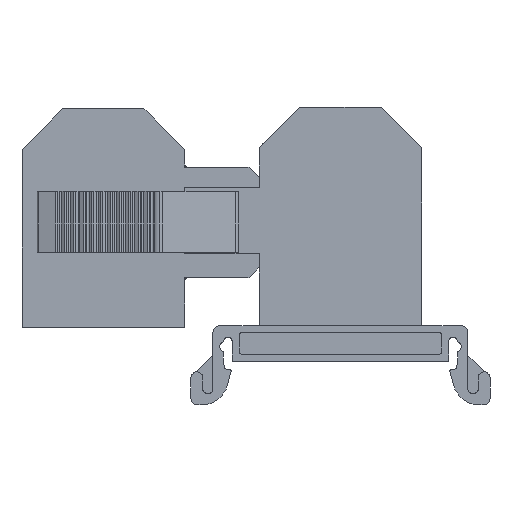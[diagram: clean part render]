
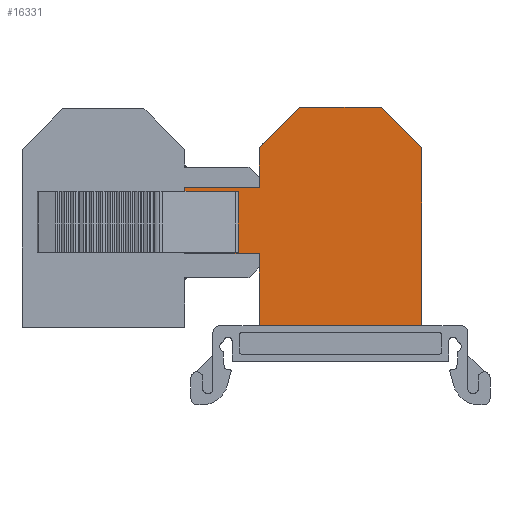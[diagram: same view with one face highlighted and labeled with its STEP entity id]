
A CAD part, front view. The second image highlights one B-rep face of the part: STEP entity #16331.
In plain terms, the highlighted planar face has unit normal (0, -1, 0).
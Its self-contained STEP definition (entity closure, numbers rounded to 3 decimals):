
#348=CIRCLE('',#16680,1.4);
#603=CIRCLE('',#17302,0.3);
#604=CIRCLE('',#17303,0.3);
#3183=ORIENTED_EDGE('',*,*,#5730,.F.);
#3184=ORIENTED_EDGE('',*,*,#5693,.F.);
#3185=ORIENTED_EDGE('',*,*,#5700,.F.);
#3186=ORIENTED_EDGE('',*,*,#5710,.F.);
#3187=ORIENTED_EDGE('',*,*,#5716,.F.);
#3188=ORIENTED_EDGE('',*,*,#4412,.F.);
#3189=ORIENTED_EDGE('',*,*,#5333,.F.);
#3190=ORIENTED_EDGE('',*,*,#4656,.F.);
#3191=ORIENTED_EDGE('',*,*,#5731,.F.);
#3192=ORIENTED_EDGE('',*,*,#5118,.F.);
#3193=ORIENTED_EDGE('',*,*,#5691,.F.);
#3194=ORIENTED_EDGE('',*,*,#5729,.F.);
#3195=ORIENTED_EDGE('',*,*,#5732,.F.);
#3196=ORIENTED_EDGE('',*,*,#5733,.F.);
#3197=ORIENTED_EDGE('',*,*,#5349,.F.);
#3198=ORIENTED_EDGE('',*,*,#5347,.T.);
#3199=ORIENTED_EDGE('',*,*,#5345,.T.);
#3200=ORIENTED_EDGE('',*,*,#5344,.F.);
#3201=ORIENTED_EDGE('',*,*,#5341,.F.);
#3202=ORIENTED_EDGE('',*,*,#5339,.T.);
#3203=ORIENTED_EDGE('',*,*,#5337,.T.);
#3204=ORIENTED_EDGE('',*,*,#5334,.T.);
#4412=EDGE_CURVE('',#6189,#6190,#7366,.T.);
#4656=EDGE_CURVE('',#6405,#6406,#348,.T.);
#5118=EDGE_CURVE('',#6749,#6750,#7837,.T.);
#5333=EDGE_CURVE('',#6406,#6189,#8006,.T.);
#5334=EDGE_CURVE('',#6863,#6864,#8007,.T.);
#5337=EDGE_CURVE('',#6865,#6863,#8010,.T.);
#5339=EDGE_CURVE('',#6866,#6865,#8012,.T.);
#5341=EDGE_CURVE('',#6866,#6867,#8014,.T.);
#5344=EDGE_CURVE('',#6867,#6868,#8017,.T.);
#5345=EDGE_CURVE('',#6869,#6868,#8018,.T.);
#5347=EDGE_CURVE('',#6870,#6869,#8020,.T.);
#5349=EDGE_CURVE('',#6870,#6864,#8022,.T.);
#5691=EDGE_CURVE('',#7046,#6749,#8279,.T.);
#5693=EDGE_CURVE('',#7047,#7048,#8281,.T.);
#5700=EDGE_CURVE('',#7053,#7047,#8288,.T.);
#5710=EDGE_CURVE('',#7057,#7053,#8298,.T.);
#5716=EDGE_CURVE('',#6190,#7057,#8303,.T.);
#5729=EDGE_CURVE('',#7067,#7046,#8316,.T.);
#5730=EDGE_CURVE('',#7048,#7068,#603,.T.);
#5731=EDGE_CURVE('',#6750,#6405,#8317,.T.);
#5732=EDGE_CURVE('',#7069,#7067,#604,.T.);
#5733=EDGE_CURVE('',#7068,#7069,#8318,.T.);
#6189=VERTEX_POINT('',#21289);
#6190=VERTEX_POINT('',#21291);
#6405=VERTEX_POINT('',#21801);
#6406=VERTEX_POINT('',#21803);
#6749=VERTEX_POINT('',#22827);
#6750=VERTEX_POINT('',#22829);
#6863=VERTEX_POINT('',#23228);
#6864=VERTEX_POINT('',#23229);
#6865=VERTEX_POINT('',#23234);
#6866=VERTEX_POINT('',#23238);
#6867=VERTEX_POINT('',#23242);
#6868=VERTEX_POINT('',#23246);
#6869=VERTEX_POINT('',#23250);
#6870=VERTEX_POINT('',#23254);
#7046=VERTEX_POINT('',#23936);
#7047=VERTEX_POINT('',#23941);
#7048=VERTEX_POINT('',#23942);
#7053=VERTEX_POINT('',#23955);
#7057=VERTEX_POINT('',#23974);
#7067=VERTEX_POINT('',#24005);
#7068=VERTEX_POINT('',#24009);
#7069=VERTEX_POINT('',#24012);
#7366=LINE('',#21290,#8698);
#7837=LINE('',#22828,#9169);
#8006=LINE('',#23225,#9338);
#8007=LINE('',#23227,#9339);
#8010=LINE('',#23233,#9342);
#8012=LINE('',#23237,#9344);
#8014=LINE('',#23241,#9346);
#8017=LINE('',#23247,#9349);
#8018=LINE('',#23249,#9350);
#8020=LINE('',#23253,#9352);
#8022=LINE('',#23257,#9354);
#8279=LINE('',#23937,#9611);
#8281=LINE('',#23940,#9613);
#8288=LINE('',#23954,#9620);
#8298=LINE('',#23973,#9630);
#8303=LINE('',#23984,#9635);
#8316=LINE('',#24006,#9648);
#8317=LINE('',#24010,#9649);
#8318=LINE('',#24013,#9650);
#8698=VECTOR('',#17787,1000.);
#9169=VECTOR('',#19028,1000.);
#9338=VECTOR('',#19403,1000.);
#9339=VECTOR('',#19406,1000.);
#9342=VECTOR('',#19411,1000.);
#9344=VECTOR('',#19415,1000.);
#9346=VECTOR('',#19419,1000.);
#9349=VECTOR('',#19424,1000.);
#9350=VECTOR('',#19427,1000.);
#9352=VECTOR('',#19431,1000.);
#9354=VECTOR('',#19435,1000.);
#9611=VECTOR('',#20154,1000.);
#9613=VECTOR('',#20158,1000.);
#9620=VECTOR('',#20167,1000.);
#9630=VECTOR('',#20187,1000.);
#9635=VECTOR('',#20196,1000.);
#9648=VECTOR('',#20213,1000.);
#9649=VECTOR('',#20218,1000.);
#9650=VECTOR('',#20221,1000.);
#10357=EDGE_LOOP('',(#3183,#3184,#3185,#3186,#3187,#3188,#3189,#3190,#3191,
#3192,#3193,#3194,#3195,#3196));
#10358=EDGE_LOOP('',(#3197,#3198,#3199,#3200,#3201,#3202,#3203,#3204));
#11004=FACE_BOUND('',#10357,.T.);
#11005=FACE_BOUND('',#10358,.T.);
#11478=PLANE('',#17301);
#16331=ADVANCED_FACE('',(#11004,#11005),#11478,.F.);
#16680=AXIS2_PLACEMENT_3D('',#21802,#18183,#18184);
#17301=AXIS2_PLACEMENT_3D('',#24007,#20214,#20215);
#17302=AXIS2_PLACEMENT_3D('',#24008,#20216,#20217);
#17303=AXIS2_PLACEMENT_3D('',#24011,#20219,#20220);
#17787=DIRECTION('',(0.,0.,1.));
#18183=DIRECTION('',(0.,1.,0.));
#18184=DIRECTION('',(1.,0.,0.));
#19028=DIRECTION('',(0.,0.,1.));
#19403=DIRECTION('',(1.,0.,0.));
#19406=DIRECTION('',(0.,0.,-1.));
#19411=DIRECTION('',(1.,0.,0.));
#19415=DIRECTION('',(0.,0.,1.));
#19419=DIRECTION('',(-1.,0.,0.));
#19424=DIRECTION('',(0.,0.,-1.));
#19427=DIRECTION('',(-1.,0.,0.));
#19431=DIRECTION('',(0.,0.,1.));
#19435=DIRECTION('',(1.,0.,0.));
#20154=DIRECTION('',(-1.,0.,0.));
#20158=DIRECTION('',(0.,0.,-1.));
#20167=DIRECTION('',(0.707,0.,-0.707));
#20187=DIRECTION('',(1.,0.,0.));
#20196=DIRECTION('',(0.707,0.,0.707));
#20213=DIRECTION('',(0.,0.,1.));
#20214=DIRECTION('',(0.,1.,0.));
#20215=DIRECTION('',(0.,0.,1.));
#20216=DIRECTION('',(0.,1.,0.));
#20217=DIRECTION('',(1.,0.,0.));
#20218=DIRECTION('',(1.,0.,0.));
#20219=DIRECTION('',(0.,1.,0.));
#20220=DIRECTION('',(1.,0.,0.));
#20221=DIRECTION('',(-1.,0.,0.));
#21289=CARTESIAN_POINT('',(-6.143,-17.763,3.472));
#21290=CARTESIAN_POINT('',(-6.143,-17.763,3.472));
#21291=CARTESIAN_POINT('',(-6.143,-17.763,9.322));
#21801=CARTESIAN_POINT('',(-15.91,-17.763,3.462));
#21802=CARTESIAN_POINT('',(-15.743,-17.763,2.072));
#21803=CARTESIAN_POINT('',(-15.743,-17.763,3.472));
#22827=CARTESIAN_POINT('',(-17.143,-17.763,-6.328));
#22828=CARTESIAN_POINT('',(-17.143,-17.763,2.072));
#22829=CARTESIAN_POINT('',(-17.143,-17.763,3.462));
#23225=CARTESIAN_POINT('',(-15.743,-17.763,3.472));
#23227=CARTESIAN_POINT('',(-10.299,-17.763,-16.638));
#23228=CARTESIAN_POINT('',(-10.299,-17.763,2.862));
#23229=CARTESIAN_POINT('',(-10.299,-17.763,-6.138));
#23233=CARTESIAN_POINT('',(17.557,-17.763,2.862));
#23234=CARTESIAN_POINT('',(-12.12,-17.763,2.862));
#23237=CARTESIAN_POINT('',(-12.12,-17.763,-16.638));
#23238=CARTESIAN_POINT('',(-12.12,-17.763,2.072));
#23241=CARTESIAN_POINT('',(-12.116,-17.763,2.072));
#23242=CARTESIAN_POINT('',(-14.893,-17.763,2.072));
#23246=CARTESIAN_POINT('',(-14.893,-17.763,-4.928));
#23247=CARTESIAN_POINT('',(-14.893,-17.763,2.072));
#23249=CARTESIAN_POINT('',(-12.116,-17.763,-4.928));
#23250=CARTESIAN_POINT('',(-12.12,-17.763,-4.928));
#23253=CARTESIAN_POINT('',(-12.12,-17.763,-16.638));
#23254=CARTESIAN_POINT('',(-12.12,-17.763,-6.138));
#23257=CARTESIAN_POINT('',(17.557,-17.763,-6.138));
#23936=CARTESIAN_POINT('',(-6.143,-17.763,-6.328));
#23937=CARTESIAN_POINT('',(-6.143,-17.763,-6.328));
#23940=CARTESIAN_POINT('',(17.857,-17.763,9.322));
#23941=CARTESIAN_POINT('',(17.857,-17.763,9.322));
#23942=CARTESIAN_POINT('',(17.857,-17.763,-16.638));
#23954=CARTESIAN_POINT('',(11.857,-17.763,15.322));
#23955=CARTESIAN_POINT('',(11.857,-17.763,15.322));
#23973=CARTESIAN_POINT('',(-0.143,-17.763,15.322));
#23974=CARTESIAN_POINT('',(-0.143,-17.763,15.322));
#23984=CARTESIAN_POINT('',(-6.143,-17.763,9.322));
#24005=CARTESIAN_POINT('',(-6.143,-17.763,-16.638));
#24006=CARTESIAN_POINT('',(-6.143,-17.763,-16.638));
#24007=CARTESIAN_POINT('',(17.557,-17.763,-16.638));
#24008=CARTESIAN_POINT('',(17.557,-17.763,-16.638));
#24009=CARTESIAN_POINT('',(17.557,-17.763,-16.938));
#24010=CARTESIAN_POINT('',(-17.143,-17.763,3.462));
#24011=CARTESIAN_POINT('',(-5.843,-17.763,-16.638));
#24012=CARTESIAN_POINT('',(-5.843,-17.763,-16.938));
#24013=CARTESIAN_POINT('',(17.557,-17.763,-16.938));
